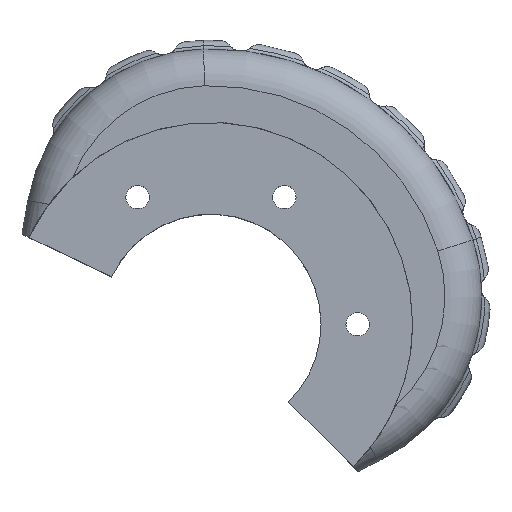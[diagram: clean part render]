
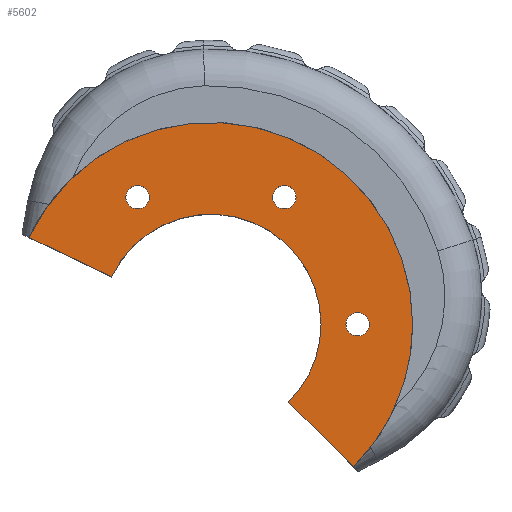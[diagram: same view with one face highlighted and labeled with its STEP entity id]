
A CAD part, top view. The second image highlights one B-rep face of the part: STEP entity #5602.
In plain terms, the highlighted planar face has unit normal (0, 0, 1).
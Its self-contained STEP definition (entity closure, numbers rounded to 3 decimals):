
#175 = AXIS2_PLACEMENT_3D ( 'NONE', #6306, #1017, #9669 ) ;
#343 = DIRECTION ( 'NONE',  ( 0., 0., 1. ) ) ;
#578 = CARTESIAN_POINT ( 'NONE',  ( 83.489, 0., 19. ) ) ;
#656 = EDGE_LOOP ( 'NONE', ( #4378, #8345 ) ) ;
#979 = CARTESIAN_POINT ( 'NONE',  ( 83.489, 0., 19. ) ) ;
#1017 = DIRECTION ( 'NONE',  ( 0., 0., -1. ) ) ;
#1076 = AXIS2_PLACEMENT_3D ( 'NONE', #4223, #5485, #13084 ) ;
#1231 = CARTESIAN_POINT ( 'NONE',  ( 91.889, 17.321, 19. ) ) ;
#1271 = DIRECTION ( 'NONE',  ( 0., 0., -1. ) ) ;
#1275 = ORIENTED_EDGE ( 'NONE', *, *, #4248, .T. ) ;
#1308 = AXIS2_PLACEMENT_3D ( 'NONE', #5501, #1271, #10694 ) ;
#1373 = VERTEX_POINT ( 'NONE', #11094 ) ;
#1720 = CARTESIAN_POINT ( 'NONE',  ( 95.089, 17.321, 19. ) ) ;
#1941 = ORIENTED_EDGE ( 'NONE', *, *, #5280, .T. ) ;
#1990 = CIRCLE ( 'NONE', #5582, 15. ) ;
#2006 = CIRCLE ( 'NONE', #13464, 27.5 ) ;
#2014 = AXIS2_PLACEMENT_3D ( 'NONE', #8511, #9501, #8787 ) ;
#2030 = VERTEX_POINT ( 'NONE', #8103 ) ;
#2448 = CIRCLE ( 'NONE', #7376, 27.5 ) ;
#2505 = ORIENTED_EDGE ( 'NONE', *, *, #4726, .T. ) ;
#2605 = VERTEX_POINT ( 'NONE', #3169 ) ;
#2757 = CARTESIAN_POINT ( 'NONE',  ( 105.089, 0., 19. ) ) ;
#2770 = DIRECTION ( 'NONE',  ( -1., 0., 0. ) ) ;
#2830 = DIRECTION ( 'NONE',  ( -1., 0., 0. ) ) ;
#2846 = CARTESIAN_POINT ( 'NONE',  ( 110.989, 0., 19. ) ) ;
#2849 = DIRECTION ( 'NONE',  ( 0.707, -0.707, 0. ) ) ;
#3072 = ORIENTED_EDGE ( 'NONE', *, *, #9554, .T. ) ;
#3116 = AXIS2_PLACEMENT_3D ( 'NONE', #9328, #13505, #13781 ) ;
#3131 = ORIENTED_EDGE ( 'NONE', *, *, #11177, .T. ) ;
#3169 = CARTESIAN_POINT ( 'NONE',  ( 98.489, 0., 19. ) ) ;
#3343 = VERTEX_POINT ( 'NONE', #2757 ) ;
#3447 = VERTEX_POINT ( 'NONE', #11392 ) ;
#3786 = CIRCLE ( 'NONE', #1308, 1.6 ) ;
#3832 = DIRECTION ( 'NONE',  ( -1., 0., 0. ) ) ;
#4026 = AXIS2_PLACEMENT_3D ( 'NONE', #4417, #6669, #4556 ) ;
#4122 = FACE_BOUND ( 'NONE', #12708, .T. ) ;
#4193 = FACE_BOUND ( 'NONE', #8071, .T. ) ;
#4223 = CARTESIAN_POINT ( 'NONE',  ( 103.489, 0., 19. ) ) ;
#4248 = EDGE_CURVE ( 'NONE', #10248, #2605, #1990, .T. ) ;
#4378 = ORIENTED_EDGE ( 'NONE', *, *, #9873, .T. ) ;
#4417 = CARTESIAN_POINT ( 'NONE',  ( 93.489, 17.321, 19. ) ) ;
#4438 = CARTESIAN_POINT ( 'NONE',  ( 58.668, 11.839, 19. ) ) ;
#4453 = CIRCLE ( 'NONE', #1076, 1.6 ) ;
#4462 = AXIS2_PLACEMENT_3D ( 'NONE', #4878, #13058, #2770 ) ;
#4556 = DIRECTION ( 'NONE',  ( -1., 0., 0. ) ) ;
#4561 = DIRECTION ( 'NONE',  ( 0.903, -0.431, 0. ) ) ;
#4631 = CARTESIAN_POINT ( 'NONE',  ( 128.16, -21.307, 19. ) ) ;
#4726 = EDGE_CURVE ( 'NONE', #2030, #11741, #3786, .T. ) ;
#4878 = CARTESIAN_POINT ( 'NONE',  ( 93.489, 17.321, 19. ) ) ;
#4890 = LINE ( 'NONE', #13214, #7614 ) ;
#5010 = EDGE_CURVE ( 'NONE', #3447, #3343, #4453, .T. ) ;
#5068 = EDGE_CURVE ( 'NONE', #1373, #12605, #2448, .T. ) ;
#5139 = AXIS2_PLACEMENT_3D ( 'NONE', #13732, #12471, #2830 ) ;
#5280 = EDGE_CURVE ( 'NONE', #11741, #2030, #9842, .T. ) ;
#5282 = DIRECTION ( 'NONE',  ( 0., 0., 1. ) ) ;
#5390 = PLANE ( 'NONE',  #175 ) ;
#5485 = DIRECTION ( 'NONE',  ( 0., 0., -1. ) ) ;
#5501 = CARTESIAN_POINT ( 'NONE',  ( 73.489, 17.321, 19. ) ) ;
#5582 = AXIS2_PLACEMENT_3D ( 'NONE', #578, #9164, #3832 ) ;
#5602 = ADVANCED_FACE ( 'NONE', ( #4193, #11926, #4122, #11649 ), #5390, .F. ) ;
#5660 = CARTESIAN_POINT ( 'NONE',  ( 71.889, 17.321, 19. ) ) ;
#5832 = CIRCLE ( 'NONE', #4026, 1.6 ) ;
#6306 = CARTESIAN_POINT ( 'NONE',  ( 0., -290., 19. ) ) ;
#6669 = DIRECTION ( 'NONE',  ( 0., 0., -1. ) ) ;
#6810 = LINE ( 'NONE', #4631, #13230 ) ;
#6826 = DIRECTION ( 'NONE',  ( 1., 0., 0. ) ) ;
#6851 = ORIENTED_EDGE ( 'NONE', *, *, #5068, .T. ) ;
#7376 = AXIS2_PLACEMENT_3D ( 'NONE', #979, #5282, #12943 ) ;
#7614 = VECTOR ( 'NONE', #2849, 1000. ) ;
#7773 = VERTEX_POINT ( 'NONE', #1720 ) ;
#8062 = EDGE_CURVE ( 'NONE', #2605, #11305, #9622, .T. ) ;
#8071 = EDGE_LOOP ( 'NONE', ( #9579, #3131 ) ) ;
#8103 = CARTESIAN_POINT ( 'NONE',  ( 75.089, 17.321, 19. ) ) ;
#8345 = ORIENTED_EDGE ( 'NONE', *, *, #13242, .T. ) ;
#8401 = EDGE_CURVE ( 'NONE', #12605, #11263, #2006, .T. ) ;
#8511 = CARTESIAN_POINT ( 'NONE',  ( 103.489, 0., 19. ) ) ;
#8555 = ORIENTED_EDGE ( 'NONE', *, *, #8062, .T. ) ;
#8568 = VERTEX_POINT ( 'NONE', #1231 ) ;
#8714 = CIRCLE ( 'NONE', #4462, 1.6 ) ;
#8787 = DIRECTION ( 'NONE',  ( -1., 0., 0. ) ) ;
#9164 = DIRECTION ( 'NONE',  ( 0., 0., -1. ) ) ;
#9328 = CARTESIAN_POINT ( 'NONE',  ( 73.489, 17.321, 19. ) ) ;
#9501 = DIRECTION ( 'NONE',  ( 0., 0., -1. ) ) ;
#9554 = EDGE_CURVE ( 'NONE', #11263, #10248, #6810, .T. ) ;
#9579 = ORIENTED_EDGE ( 'NONE', *, *, #5010, .T. ) ;
#9622 = CIRCLE ( 'NONE', #5139, 15. ) ;
#9669 = DIRECTION ( 'NONE',  ( -1., 0., 0. ) ) ;
#9842 = CIRCLE ( 'NONE', #3116, 1.6 ) ;
#9873 = EDGE_CURVE ( 'NONE', #8568, #7773, #8714, .T. ) ;
#10050 = ORIENTED_EDGE ( 'NONE', *, *, #8401, .T. ) ;
#10248 = VERTEX_POINT ( 'NONE', #11044 ) ;
#10524 = ORIENTED_EDGE ( 'NONE', *, *, #13337, .T. ) ;
#10529 = CARTESIAN_POINT ( 'NONE',  ( 94.095, -10.607, 19. ) ) ;
#10583 = EDGE_LOOP ( 'NONE', ( #1275, #8555, #10524, #6851, #10050, #3072 ) ) ;
#10694 = DIRECTION ( 'NONE',  ( -1., 0., 0. ) ) ;
#11044 = CARTESIAN_POINT ( 'NONE',  ( 69.95, 6.458, 19. ) ) ;
#11094 = CARTESIAN_POINT ( 'NONE',  ( 102.934, -19.445, 19. ) ) ;
#11177 = EDGE_CURVE ( 'NONE', #3343, #3447, #13919, .T. ) ;
#11263 = VERTEX_POINT ( 'NONE', #4438 ) ;
#11305 = VERTEX_POINT ( 'NONE', #10529 ) ;
#11392 = CARTESIAN_POINT ( 'NONE',  ( 101.889, 0., 19. ) ) ;
#11649 = FACE_OUTER_BOUND ( 'NONE', #10583, .T. ) ;
#11741 = VERTEX_POINT ( 'NONE', #5660 ) ;
#11926 = FACE_BOUND ( 'NONE', #656, .T. ) ;
#12110 = CARTESIAN_POINT ( 'NONE',  ( 83.489, 0., 19. ) ) ;
#12471 = DIRECTION ( 'NONE',  ( 0., 0., -1. ) ) ;
#12605 = VERTEX_POINT ( 'NONE', #2846 ) ;
#12708 = EDGE_LOOP ( 'NONE', ( #1941, #2505 ) ) ;
#12943 = DIRECTION ( 'NONE',  ( 1., 0., 0. ) ) ;
#13058 = DIRECTION ( 'NONE',  ( 0., 0., -1. ) ) ;
#13084 = DIRECTION ( 'NONE',  ( -1., 0., 0. ) ) ;
#13214 = CARTESIAN_POINT ( 'NONE',  ( 186.744, -103.256, 19. ) ) ;
#13230 = VECTOR ( 'NONE', #4561, 1000. ) ;
#13242 = EDGE_CURVE ( 'NONE', #7773, #8568, #5832, .T. ) ;
#13337 = EDGE_CURVE ( 'NONE', #11305, #1373, #4890, .T. ) ;
#13464 = AXIS2_PLACEMENT_3D ( 'NONE', #12110, #343, #6826 ) ;
#13505 = DIRECTION ( 'NONE',  ( 0., 0., -1. ) ) ;
#13732 = CARTESIAN_POINT ( 'NONE',  ( 83.489, 0., 19. ) ) ;
#13781 = DIRECTION ( 'NONE',  ( -1., 0., 0. ) ) ;
#13919 = CIRCLE ( 'NONE', #2014, 1.6 ) ;
